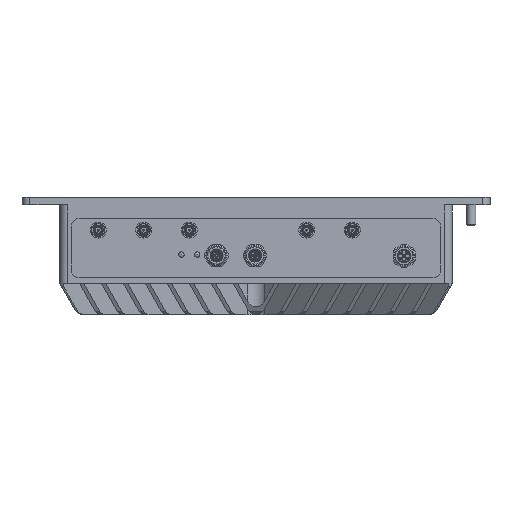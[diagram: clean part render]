
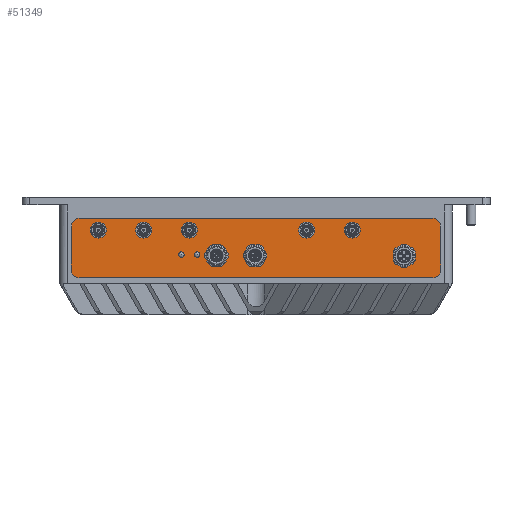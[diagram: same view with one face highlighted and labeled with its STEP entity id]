
A CAD part, front view. The second image highlights one B-rep face of the part: STEP entity #51349.
In plain terms, the highlighted planar face has unit normal (0, -1, 0).
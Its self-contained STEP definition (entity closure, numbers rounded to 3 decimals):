
#2360=FACE_BOUND('',#9435,.T.);
#2361=FACE_BOUND('',#9436,.T.);
#2362=FACE_BOUND('',#9437,.T.);
#2363=FACE_BOUND('',#9438,.T.);
#2364=FACE_BOUND('',#9439,.T.);
#2365=FACE_BOUND('',#9440,.T.);
#2366=FACE_BOUND('',#9441,.T.);
#2367=FACE_BOUND('',#9442,.T.);
#2368=FACE_BOUND('',#9443,.T.);
#2369=FACE_BOUND('',#9444,.T.);
#4381=PLANE('',#55218);
#6746=FACE_OUTER_BOUND('',#9434,.T.);
#9434=EDGE_LOOP('',(#44591,#44592,#44593,#44594,#44595,#44596,#44597,#44598));
#9435=EDGE_LOOP('',(#44599,#44600));
#9436=EDGE_LOOP('',(#44601,#44602));
#9437=EDGE_LOOP('',(#44603));
#9438=EDGE_LOOP('',(#44604));
#9439=EDGE_LOOP('',(#44605,#44606));
#9440=EDGE_LOOP('',(#44607,#44608));
#9441=EDGE_LOOP('',(#44609,#44610));
#9442=EDGE_LOOP('',(#44611,#44612));
#9443=EDGE_LOOP('',(#44613));
#9444=EDGE_LOOP('',(#44614,#44615));
#12216=LINE('',#195677,#15828);
#12219=LINE('',#195683,#15831);
#13126=LINE('',#197678,#16738);
#13128=LINE('',#197684,#16740);
#13131=LINE('',#197694,#16743);
#13134=LINE('',#197702,#16746);
#13137=LINE('',#197710,#16749);
#13140=LINE('',#197718,#16752);
#13143=LINE('',#197726,#16755);
#15828=VECTOR('',#64264,10.);
#15831=VECTOR('',#64269,10.);
#16738=VECTOR('',#66176,10.);
#16740=VECTOR('',#66184,10.);
#16743=VECTOR('',#66197,10.);
#16746=VECTOR('',#66206,10.);
#16749=VECTOR('',#66215,10.);
#16752=VECTOR('',#66224,10.);
#16755=VECTOR('',#66233,10.);
#17549=CIRCLE('',#52830,1.75);
#17550=CIRCLE('',#52831,1.75);
#17556=CIRCLE('',#52838,6.994);
#17809=CIRCLE('',#53320,6.994);
#18489=CIRCLE('',#54711,6.2);
#18556=CIRCLE('',#55194,5.);
#18557=CIRCLE('',#55196,5.);
#18558=CIRCLE('',#55199,5.);
#18559=CIRCLE('',#55202,5.);
#18560=CIRCLE('',#55204,3.3);
#18561=CIRCLE('',#55207,3.3);
#18562=CIRCLE('',#55210,3.3);
#18563=CIRCLE('',#55213,3.3);
#18564=CIRCLE('',#55216,3.3);
#18565=CIRCLE('',#55219,1.75);
#18566=CIRCLE('',#55220,1.75);
#20677=VERTEX_POINT('',#162439);
#20678=VERTEX_POINT('',#162440);
#20688=VERTEX_POINT('',#162467);
#21077=VERTEX_POINT('',#164827);
#22740=VERTEX_POINT('',#195673);
#22741=VERTEX_POINT('',#195675);
#22742=VERTEX_POINT('',#195679);
#22743=VERTEX_POINT('',#195681);
#22774=VERTEX_POINT('',#195748);
#23329=VERTEX_POINT('',#197668);
#23330=VERTEX_POINT('',#197672);
#23331=VERTEX_POINT('',#197676);
#23332=VERTEX_POINT('',#197682);
#23333=VERTEX_POINT('',#197688);
#23334=VERTEX_POINT('',#197689);
#23335=VERTEX_POINT('',#197696);
#23336=VERTEX_POINT('',#197697);
#23337=VERTEX_POINT('',#197704);
#23338=VERTEX_POINT('',#197705);
#23339=VERTEX_POINT('',#197712);
#23340=VERTEX_POINT('',#197713);
#23341=VERTEX_POINT('',#197720);
#23342=VERTEX_POINT('',#197721);
#23343=VERTEX_POINT('',#197728);
#23344=VERTEX_POINT('',#197729);
#26496=EDGE_CURVE('',#20677,#20678,#17549,.T.);
#26497=EDGE_CURVE('',#20678,#20677,#17550,.T.);
#26507=EDGE_CURVE('',#20688,#20688,#17556,.T.);
#27103=EDGE_CURVE('',#21077,#21077,#17809,.T.);
#29509=EDGE_CURVE('',#22740,#22741,#12216,.T.);
#29512=EDGE_CURVE('',#22742,#22743,#12219,.T.);
#29544=EDGE_CURVE('',#22774,#22774,#18489,.T.);
#30513=EDGE_CURVE('',#22741,#23329,#18556,.T.);
#30515=EDGE_CURVE('',#23330,#22740,#18557,.T.);
#30518=EDGE_CURVE('',#23331,#23330,#13126,.T.);
#30519=EDGE_CURVE('',#22743,#23331,#18558,.T.);
#30521=EDGE_CURVE('',#23329,#23332,#13128,.T.);
#30522=EDGE_CURVE('',#23332,#22742,#18559,.T.);
#30523=EDGE_CURVE('',#23333,#23334,#18560,.T.);
#30526=EDGE_CURVE('',#23334,#23333,#13131,.T.);
#30527=EDGE_CURVE('',#23335,#23336,#18561,.T.);
#30530=EDGE_CURVE('',#23336,#23335,#13134,.T.);
#30531=EDGE_CURVE('',#23337,#23338,#18562,.T.);
#30534=EDGE_CURVE('',#23338,#23337,#13137,.T.);
#30535=EDGE_CURVE('',#23339,#23340,#18563,.T.);
#30538=EDGE_CURVE('',#23340,#23339,#13140,.T.);
#30539=EDGE_CURVE('',#23341,#23342,#18564,.T.);
#30542=EDGE_CURVE('',#23342,#23341,#13143,.T.);
#30543=EDGE_CURVE('',#23343,#23344,#18565,.T.);
#30544=EDGE_CURVE('',#23344,#23343,#18566,.T.);
#44591=ORIENTED_EDGE('',*,*,#30519,.T.);
#44592=ORIENTED_EDGE('',*,*,#30518,.T.);
#44593=ORIENTED_EDGE('',*,*,#30515,.T.);
#44594=ORIENTED_EDGE('',*,*,#29509,.T.);
#44595=ORIENTED_EDGE('',*,*,#30513,.T.);
#44596=ORIENTED_EDGE('',*,*,#30521,.T.);
#44597=ORIENTED_EDGE('',*,*,#30522,.T.);
#44598=ORIENTED_EDGE('',*,*,#29512,.T.);
#44599=ORIENTED_EDGE('',*,*,#30543,.T.);
#44600=ORIENTED_EDGE('',*,*,#30544,.T.);
#44601=ORIENTED_EDGE('',*,*,#26496,.T.);
#44602=ORIENTED_EDGE('',*,*,#26497,.T.);
#44603=ORIENTED_EDGE('',*,*,#26507,.T.);
#44604=ORIENTED_EDGE('',*,*,#27103,.T.);
#44605=ORIENTED_EDGE('',*,*,#30531,.T.);
#44606=ORIENTED_EDGE('',*,*,#30534,.T.);
#44607=ORIENTED_EDGE('',*,*,#30535,.T.);
#44608=ORIENTED_EDGE('',*,*,#30538,.T.);
#44609=ORIENTED_EDGE('',*,*,#30527,.T.);
#44610=ORIENTED_EDGE('',*,*,#30530,.T.);
#44611=ORIENTED_EDGE('',*,*,#30523,.T.);
#44612=ORIENTED_EDGE('',*,*,#30526,.T.);
#44613=ORIENTED_EDGE('',*,*,#29544,.T.);
#44614=ORIENTED_EDGE('',*,*,#30539,.T.);
#44615=ORIENTED_EDGE('',*,*,#30542,.T.);
#51349=ADVANCED_FACE('',(#6746,#2360,#2361,#2362,#2363,#2364,#2365,#2366,
#2367,#2368,#2369),#4381,.F.);
#52830=AXIS2_PLACEMENT_3D('',#162441,#59154,#59155);
#52831=AXIS2_PLACEMENT_3D('',#162442,#59156,#59157);
#52838=AXIS2_PLACEMENT_3D('',#162469,#59171,#59172);
#53320=AXIS2_PLACEMENT_3D('',#164829,#60421,#60422);
#54711=AXIS2_PLACEMENT_3D('',#195749,#64317,#64318);
#55194=AXIS2_PLACEMENT_3D('',#197669,#66165,#66166);
#55196=AXIS2_PLACEMENT_3D('',#197673,#66170,#66171);
#55199=AXIS2_PLACEMENT_3D('',#197680,#66179,#66180);
#55202=AXIS2_PLACEMENT_3D('',#197686,#66187,#66188);
#55204=AXIS2_PLACEMENT_3D('',#197690,#66191,#66192);
#55207=AXIS2_PLACEMENT_3D('',#197698,#66200,#66201);
#55210=AXIS2_PLACEMENT_3D('',#197706,#66209,#66210);
#55213=AXIS2_PLACEMENT_3D('',#197714,#66218,#66219);
#55216=AXIS2_PLACEMENT_3D('',#197722,#66227,#66228);
#55218=AXIS2_PLACEMENT_3D('',#197727,#66234,#66235);
#55219=AXIS2_PLACEMENT_3D('',#197730,#66236,#66237);
#55220=AXIS2_PLACEMENT_3D('',#197731,#66238,#66239);
#59154=DIRECTION('center_axis',(0.,1.,0.));
#59155=DIRECTION('ref_axis',(0.,0.,1.));
#59156=DIRECTION('center_axis',(0.,1.,0.));
#59157=DIRECTION('ref_axis',(0.,0.,1.));
#59171=DIRECTION('center_axis',(0.,1.,0.));
#59172=DIRECTION('ref_axis',(1.,0.,0.));
#60421=DIRECTION('center_axis',(0.,1.,0.));
#60422=DIRECTION('ref_axis',(1.,0.,0.));
#64264=DIRECTION('',(1.,0.,0.));
#64269=DIRECTION('',(-1.,0.,0.));
#64317=DIRECTION('center_axis',(0.,1.,0.));
#64318=DIRECTION('ref_axis',(-1.,0.,0.));
#66165=DIRECTION('center_axis',(0.,-1.,0.));
#66166=DIRECTION('ref_axis',(0.707,0.,-0.707));
#66170=DIRECTION('center_axis',(0.,-1.,0.));
#66171=DIRECTION('ref_axis',(-0.707,0.,-0.707));
#66176=DIRECTION('',(0.,0.,-1.));
#66179=DIRECTION('center_axis',(0.,-1.,0.));
#66180=DIRECTION('ref_axis',(-0.707,0.,0.707));
#66184=DIRECTION('',(0.,0.,1.));
#66187=DIRECTION('center_axis',(0.,-1.,0.));
#66188=DIRECTION('ref_axis',(0.707,0.,0.707));
#66191=DIRECTION('center_axis',(0.,1.,0.));
#66192=DIRECTION('ref_axis',(-0.529,0.,0.848));
#66197=DIRECTION('',(1.,0.,0.));
#66200=DIRECTION('center_axis',(0.,1.,0.));
#66201=DIRECTION('ref_axis',(-0.529,0.,0.848));
#66206=DIRECTION('',(1.,0.,0.));
#66209=DIRECTION('center_axis',(0.,1.,0.));
#66210=DIRECTION('ref_axis',(-0.529,0.,0.848));
#66215=DIRECTION('',(1.,0.,0.));
#66218=DIRECTION('center_axis',(0.,1.,0.));
#66219=DIRECTION('ref_axis',(-0.529,0.,0.848));
#66224=DIRECTION('',(1.,0.,0.));
#66227=DIRECTION('center_axis',(0.,1.,0.));
#66228=DIRECTION('ref_axis',(-0.529,0.,0.848));
#66233=DIRECTION('',(1.,0.,0.));
#66234=DIRECTION('center_axis',(0.,1.,0.));
#66235=DIRECTION('ref_axis',(0.,0.,1.));
#66236=DIRECTION('center_axis',(0.,1.,0.));
#66237=DIRECTION('ref_axis',(0.,0.,1.));
#66238=DIRECTION('center_axis',(0.,1.,0.));
#66239=DIRECTION('ref_axis',(0.,0.,1.));
#162439=CARTESIAN_POINT('',(-38.413,-74.,16.882));
#162440=CARTESIAN_POINT('',(-36.605,-74.,19.878));
#162441=CARTESIAN_POINT('Origin',(-37.509,-74.,18.38));
#162442=CARTESIAN_POINT('Origin',(-37.509,-74.,18.38));
#162467=CARTESIAN_POINT('',(-32.15,-74.,17.75));
#162469=CARTESIAN_POINT('Origin',(-25.156,-74.,17.75));
#164827=CARTESIAN_POINT('',(-7.65,-74.,17.75));
#164829=CARTESIAN_POINT('Origin',(-0.656,-74.,17.75));
#195673=CARTESIAN_POINT('',(-112.5,-74.,3.5));
#195675=CARTESIAN_POINT('',(112.5,-74.,3.5));
#195677=CARTESIAN_POINT('',(-117.5,-74.,3.5));
#195679=CARTESIAN_POINT('',(112.5,-74.,41.5));
#195681=CARTESIAN_POINT('',(-112.5,-74.,41.5));
#195683=CARTESIAN_POINT('',(117.5,-74.,41.5));
#195748=CARTESIAN_POINT('',(100.45,-74.,17.5));
#195749=CARTESIAN_POINT('Origin',(94.25,-74.,17.5));
#197668=CARTESIAN_POINT('',(117.5,-74.,8.5));
#197669=CARTESIAN_POINT('Origin',(112.5,-74.,8.5));
#197672=CARTESIAN_POINT('',(-117.5,-74.,8.5));
#197673=CARTESIAN_POINT('Origin',(-112.5,-74.,8.5));
#197676=CARTESIAN_POINT('',(-117.5,-74.,36.5));
#197678=CARTESIAN_POINT('',(-117.5,-74.,41.5));
#197680=CARTESIAN_POINT('Origin',(-112.5,-74.,36.5));
#197682=CARTESIAN_POINT('',(117.5,-74.,36.5));
#197684=CARTESIAN_POINT('',(117.5,-74.,3.5));
#197686=CARTESIAN_POINT('Origin',(112.5,-74.,36.5));
#197688=CARTESIAN_POINT('',(62.996,-74.,36.8));
#197689=CARTESIAN_POINT('',(59.504,-74.,36.8));
#197690=CARTESIAN_POINT('Origin',(61.25,-74.,34.));
#197694=CARTESIAN_POINT('',(29.752,-74.,36.8));
#197696=CARTESIAN_POINT('',(-40.754,-74.,36.8));
#197697=CARTESIAN_POINT('',(-44.246,-74.,36.8));
#197698=CARTESIAN_POINT('Origin',(-42.5,-74.,34.));
#197702=CARTESIAN_POINT('',(-22.123,-74.,36.8));
#197704=CARTESIAN_POINT('',(-98.754,-74.,36.8));
#197705=CARTESIAN_POINT('',(-102.246,-74.,36.8));
#197706=CARTESIAN_POINT('Origin',(-100.5,-74.,34.));
#197710=CARTESIAN_POINT('',(-51.123,-74.,36.8));
#197712=CARTESIAN_POINT('',(-69.754,-74.,36.8));
#197713=CARTESIAN_POINT('',(-73.246,-74.,36.8));
#197714=CARTESIAN_POINT('Origin',(-71.5,-74.,34.));
#197718=CARTESIAN_POINT('',(-36.623,-74.,36.8));
#197720=CARTESIAN_POINT('',(33.996,-74.,36.8));
#197721=CARTESIAN_POINT('',(30.504,-74.,36.8));
#197722=CARTESIAN_POINT('Origin',(32.25,-74.,34.));
#197726=CARTESIAN_POINT('',(15.252,-74.,36.8));
#197727=CARTESIAN_POINT('Origin',(0.,-74.,22.5));
#197728=CARTESIAN_POINT('',(-48.413,-74.,16.882));
#197729=CARTESIAN_POINT('',(-46.605,-74.,19.878));
#197730=CARTESIAN_POINT('Origin',(-47.509,-74.,18.38));
#197731=CARTESIAN_POINT('Origin',(-47.509,-74.,18.38));
